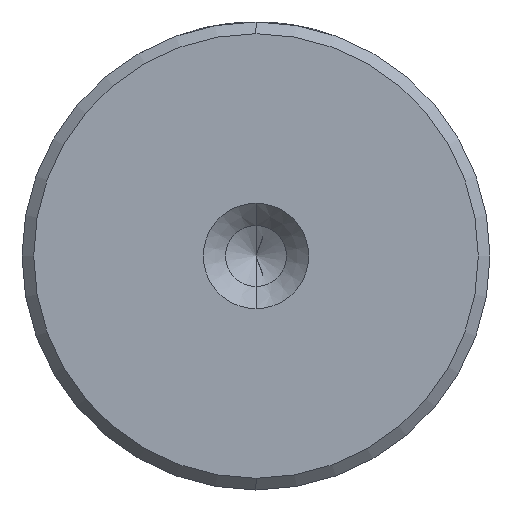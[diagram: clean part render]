
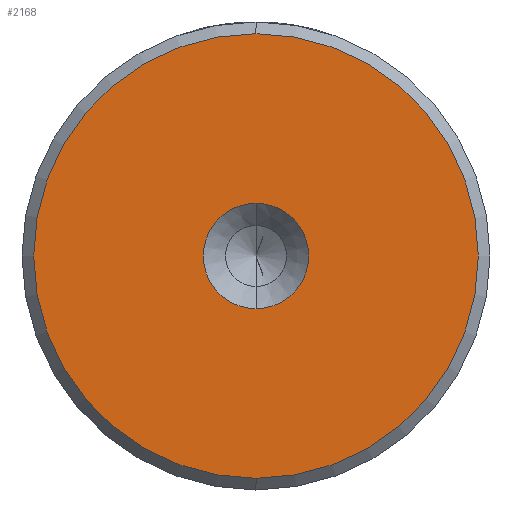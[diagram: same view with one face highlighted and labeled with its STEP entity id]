
A CAD part, left-side view. The second image highlights one B-rep face of the part: STEP entity #2168.
In plain terms, the highlighted planar face has unit normal (-1, 0, 0).
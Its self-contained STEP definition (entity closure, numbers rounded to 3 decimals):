
#28 = DIRECTION ( 'NONE',  ( 0., 0., 1. ) ) ;
#113 = EDGE_CURVE ( 'NONE', #844, #117, #945, .T. ) ;
#117 = VERTEX_POINT ( 'NONE', #588 ) ;
#178 = AXIS2_PLACEMENT_3D ( 'NONE', #788, #2120, #982 ) ;
#325 = EDGE_LOOP ( 'NONE', ( #2197, #1958 ) ) ;
#370 = ORIENTED_EDGE ( 'NONE', *, *, #884, .T. ) ;
#478 = CARTESIAN_POINT ( 'NONE',  ( 0., 0., -2.25 ) ) ;
#516 = CARTESIAN_POINT ( 'NONE',  ( 0., 0., 0. ) ) ;
#588 = CARTESIAN_POINT ( 'NONE',  ( 0., 0., 2.25 ) ) ;
#654 = AXIS2_PLACEMENT_3D ( 'NONE', #1920, #1164, #28 ) ;
#689 = AXIS2_PLACEMENT_3D ( 'NONE', #702, #2026, #892 ) ;
#702 = CARTESIAN_POINT ( 'NONE',  ( 0., 0., 0. ) ) ;
#712 = DIRECTION ( 'NONE',  ( 0., 0., 1. ) ) ;
#783 = CIRCLE ( 'NONE', #1767, 9.5 ) ;
#788 = CARTESIAN_POINT ( 'NONE',  ( 0., 0., 0. ) ) ;
#844 = VERTEX_POINT ( 'NONE', #478 ) ;
#861 = VERTEX_POINT ( 'NONE', #1239 ) ;
#884 = EDGE_CURVE ( 'NONE', #1413, #861, #2050, .T. ) ;
#892 = DIRECTION ( 'NONE',  ( 0., 0., 1. ) ) ;
#914 = EDGE_CURVE ( 'NONE', #117, #844, #1910, .T. ) ;
#936 = AXIS2_PLACEMENT_3D ( 'NONE', #516, #1835, #712 ) ;
#945 = CIRCLE ( 'NONE', #178, 2.25 ) ;
#982 = DIRECTION ( 'NONE',  ( 0., 0., 1. ) ) ;
#984 = CARTESIAN_POINT ( 'NONE',  ( 0., 0., 0. ) ) ;
#1032 = EDGE_CURVE ( 'NONE', #861, #1413, #783, .T. ) ;
#1164 = DIRECTION ( 'NONE',  ( -1., 0., 0. ) ) ;
#1166 = DIRECTION ( 'NONE',  ( 0., 0., 1. ) ) ;
#1239 = CARTESIAN_POINT ( 'NONE',  ( 0., 0., -9.5 ) ) ;
#1413 = VERTEX_POINT ( 'NONE', #1748 ) ;
#1711 = FACE_BOUND ( 'NONE', #325, .T. ) ;
#1748 = CARTESIAN_POINT ( 'NONE',  ( 0., 0., 9.5 ) ) ;
#1767 = AXIS2_PLACEMENT_3D ( 'NONE', #984, #2311, #1166 ) ;
#1782 = EDGE_LOOP ( 'NONE', ( #2448, #370 ) ) ;
#1835 = DIRECTION ( 'NONE',  ( -1., 0., 0. ) ) ;
#1910 = CIRCLE ( 'NONE', #936, 2.25 ) ;
#1920 = CARTESIAN_POINT ( 'NONE',  ( 0., 0., 0. ) ) ;
#1958 = ORIENTED_EDGE ( 'NONE', *, *, #113, .F. ) ;
#2026 = DIRECTION ( 'NONE',  ( -1., 0., 0. ) ) ;
#2050 = CIRCLE ( 'NONE', #689, 9.5 ) ;
#2120 = DIRECTION ( 'NONE',  ( -1., 0., 0. ) ) ;
#2168 = ADVANCED_FACE ( 'NONE', ( #2243, #1711 ), #2307, .T. ) ;
#2197 = ORIENTED_EDGE ( 'NONE', *, *, #914, .F. ) ;
#2243 = FACE_OUTER_BOUND ( 'NONE', #1782, .T. ) ;
#2307 = PLANE ( 'NONE',  #654 ) ;
#2311 = DIRECTION ( 'NONE',  ( -1., 0., 0. ) ) ;
#2448 = ORIENTED_EDGE ( 'NONE', *, *, #1032, .T. ) ;
